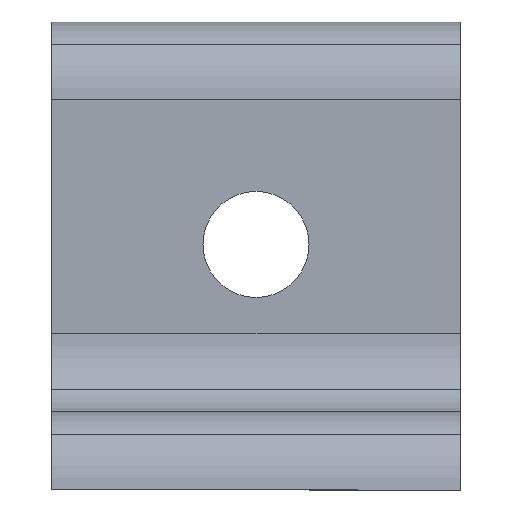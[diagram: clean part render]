
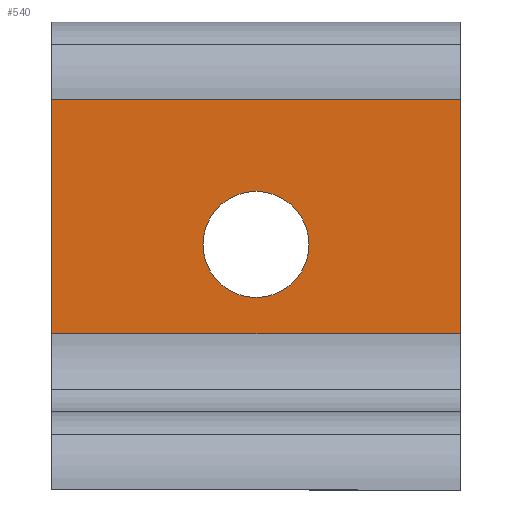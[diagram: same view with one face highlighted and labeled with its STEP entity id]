
A CAD part, front view. The second image highlights one B-rep face of the part: STEP entity #540.
In plain terms, the highlighted planar face has unit normal (0, -1, 0).
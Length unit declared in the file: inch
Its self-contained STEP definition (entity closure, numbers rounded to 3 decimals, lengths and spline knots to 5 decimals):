
#145=CARTESIAN_POINT('',(-0.655,-0.25,1.25));
#146=VERTEX_POINT('',#145);
#154=CARTESIAN_POINT('',(0.655,-0.25,1.25));
#155=VERTEX_POINT('',#154);
#156=CARTESIAN_POINT('',(-0.655,-0.25,1.25));
#157=DIRECTION('',(1.0,0.0,0.0));
#158=VECTOR('',#157,1.31);
#159=LINE('',#156,#158);
#160=EDGE_CURVE('',#146,#155,#159,.T.);
#303=CARTESIAN_POINT('',(0.17,-0.25,0.787));
#304=VERTEX_POINT('',#303);
#313=CARTESIAN_POINT('',(-0.17,-0.25,0.787));
#314=VERTEX_POINT('',#313);
#315=CARTESIAN_POINT('',(0.,-0.25,0.787));
#316=DIRECTION('',(0.0,1.0,0.0));
#317=DIRECTION('',(1.0,0.0,0.0));
#318=AXIS2_PLACEMENT_3D('',#315,#316,#317);
#319=CIRCLE('',#318,0.17);
#320=EDGE_CURVE('',#314,#304,#319,.T.);
#354=CARTESIAN_POINT('',(0.,-0.25,0.787));
#355=DIRECTION('',(0.0,1.0,0.0));
#356=DIRECTION('',(1.0,0.0,0.0));
#357=AXIS2_PLACEMENT_3D('',#354,#355,#356);
#358=CIRCLE('',#357,0.17);
#359=EDGE_CURVE('',#304,#314,#358,.T.);
#488=CARTESIAN_POINT('',(0.655,-0.25,0.5));
#489=VERTEX_POINT('',#488);
#497=CARTESIAN_POINT('',(-0.655,-0.25,0.5));
#498=VERTEX_POINT('',#497);
#499=CARTESIAN_POINT('',(-0.655,-0.25,0.5));
#500=DIRECTION('',(1.0,0.0,0.0));
#501=VECTOR('',#500,1.31);
#502=LINE('',#499,#501);
#503=EDGE_CURVE('',#498,#489,#502,.T.);
#515=CARTESIAN_POINT('',(-0.655,-0.25,0.5));
#516=DIRECTION('',(0.0,-1.0,0.0));
#517=DIRECTION('',(0.0,0.0,-1.0));
#518=AXIS2_PLACEMENT_3D('',#515,#516,#517);
#519=PLANE('',#518);
#520=CARTESIAN_POINT('',(0.655,-0.25,0.5));
#521=DIRECTION('',(0.0,0.0,1.0));
#522=VECTOR('',#521,0.75);
#523=LINE('',#520,#522);
#524=EDGE_CURVE('',#489,#155,#523,.T.);
#525=ORIENTED_EDGE('',*,*,#524,.T.);
#526=ORIENTED_EDGE('',*,*,#160,.F.);
#527=CARTESIAN_POINT('',(-0.655,-0.25,1.25));
#528=DIRECTION('',(0.0,0.0,-1.0));
#529=VECTOR('',#528,0.75);
#530=LINE('',#527,#529);
#531=EDGE_CURVE('',#146,#498,#530,.T.);
#532=ORIENTED_EDGE('',*,*,#531,.T.);
#533=ORIENTED_EDGE('',*,*,#503,.T.);
#534=EDGE_LOOP('',(#525,#526,#532,#533));
#535=FACE_OUTER_BOUND('',#534,.T.);
#536=ORIENTED_EDGE('',*,*,#359,.T.);
#537=ORIENTED_EDGE('',*,*,#320,.T.);
#538=EDGE_LOOP('',(#536,#537));
#539=FACE_BOUND('',#538,.T.);
#540=ADVANCED_FACE('',(#535,#539),#519,.T.);
